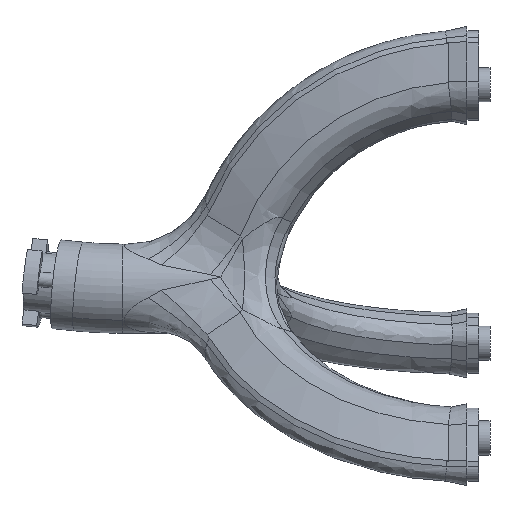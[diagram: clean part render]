
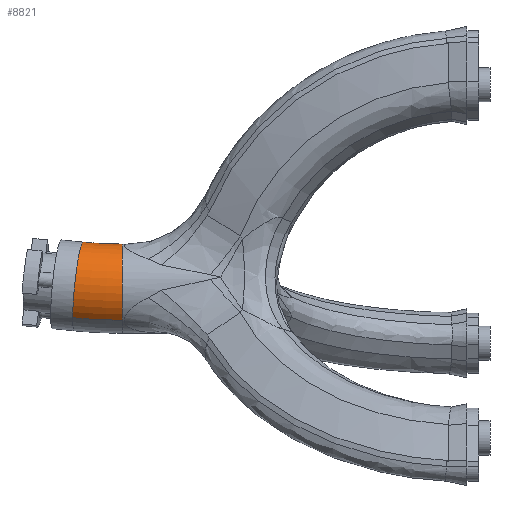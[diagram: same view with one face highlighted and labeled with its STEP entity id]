
A CAD part, left-side view. The second image highlights one B-rep face of the part: STEP entity #8821.
In plain terms, the highlighted toroidal (fillet/blend) face has major radius 42 mm and minor radius 6 mm.
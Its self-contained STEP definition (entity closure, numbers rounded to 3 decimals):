
#172 = DIRECTION ( 'NONE',  ( 0.707, 0., -0.707 ) ) ;
#447 = VERTEX_POINT ( 'NONE', #1766 ) ;
#703 = CARTESIAN_POINT ( 'NONE',  ( 16.289, 51.737, 22.26 ) ) ;
#900 = DIRECTION ( 'NONE',  ( 0., 0., 1. ) ) ;
#1096 = ORIENTED_EDGE ( 'NONE', *, *, #10871, .F. ) ;
#1630 = CARTESIAN_POINT ( 'NONE',  ( 20.49, 51.496, 20.49 ) ) ;
#1765 = DIRECTION ( 'NONE',  ( 0.098, 0.99, 0.098 ) ) ;
#1766 = CARTESIAN_POINT ( 'NONE',  ( 12.088, 53.166, 12.088 ) ) ;
#1795 = CIRCLE ( 'NONE', #10640, 6. ) ;
#2065 = VERTEX_POINT ( 'NONE', #1630 ) ;
#2093 = CARTESIAN_POINT ( 'NONE',  ( 45.698, 46.485, 45.698 ) ) ;
#2407 = DIRECTION ( 'NONE',  ( 0.098, 0.99, 0.098 ) ) ;
#2435 = CARTESIAN_POINT ( 'NONE',  ( 20.243, 46.485, 20.243 ) ) ;
#2485 = VERTEX_POINT ( 'NONE', #703 ) ;
#3177 = AXIS2_PLACEMENT_3D ( 'NONE', #2093, #5766, #3849 ) ;
#3255 = EDGE_CURVE ( 'NONE', #5232, #10426, #1795, .T. ) ;
#3558 = AXIS2_PLACEMENT_3D ( 'NONE', #5323, #9136, #900 ) ;
#3697 = CARTESIAN_POINT ( 'NONE',  ( 45.698, 46.485, 45.698 ) ) ;
#3759 = CARTESIAN_POINT ( 'NONE',  ( 16., 46.485, 16. ) ) ;
#3849 = DIRECTION ( 'NONE',  ( -0.707, 0., -0.707 ) ) ;
#3852 = DIRECTION ( 'NONE',  ( -0.707, 0., -0.707 ) ) ;
#4135 = AXIS2_PLACEMENT_3D ( 'NONE', #8784, #2407, #11568 ) ;
#4526 = CIRCLE ( 'NONE', #9306, 6. ) ;
#5232 = VERTEX_POINT ( 'NONE', #6791 ) ;
#5323 = CARTESIAN_POINT ( 'NONE',  ( 16., 46.485, 16. ) ) ;
#5662 = AXIS2_PLACEMENT_3D ( 'NONE', #11243, #172, #3852 ) ;
#5766 = DIRECTION ( 'NONE',  ( 0.707, 0., -0.707 ) ) ;
#6246 = EDGE_CURVE ( 'NONE', #10426, #8400, #8746, .T. ) ;
#6519 = CARTESIAN_POINT ( 'NONE',  ( 16., 46.485, 22. ) ) ;
#6522 = ORIENTED_EDGE ( 'NONE', *, *, #10206, .F. ) ;
#6604 = ORIENTED_EDGE ( 'NONE', *, *, #6246, .T. ) ;
#6791 = CARTESIAN_POINT ( 'NONE',  ( 11.757, 46.485, 11.757 ) ) ;
#6881 = ORIENTED_EDGE ( 'NONE', *, *, #10772, .T. ) ;
#7205 = CIRCLE ( 'NONE', #5662, 36. ) ;
#7358 = CIRCLE ( 'NONE', #4135, 6. ) ;
#7544 = DIRECTION ( 'NONE',  ( 0., 0., 1. ) ) ;
#8323 = DIRECTION ( 'NONE',  ( 0.707, 0., -0.707 ) ) ;
#8400 = VERTEX_POINT ( 'NONE', #2435 ) ;
#8746 = CIRCLE ( 'NONE', #3558, 6. ) ;
#8784 = CARTESIAN_POINT ( 'NONE',  ( 16.289, 52.331, 16.289 ) ) ;
#8821 = ADVANCED_FACE ( 'NONE', ( #10245 ), #10163, .T. ) ;
#8835 = ORIENTED_EDGE ( 'NONE', *, *, #3255, .T. ) ;
#8942 = CIRCLE ( 'NONE', #3177, 48. ) ;
#9136 = DIRECTION ( 'NONE',  ( 0., 1., 0. ) ) ;
#9167 = DIRECTION ( 'NONE',  ( -0.707, 0., -0.707 ) ) ;
#9201 = AXIS2_PLACEMENT_3D ( 'NONE', #3697, #8323, #9167 ) ;
#9306 = AXIS2_PLACEMENT_3D ( 'NONE', #11776, #1765, #11490 ) ;
#9342 = DIRECTION ( 'NONE',  ( 0., 1., 0. ) ) ;
#9912 = EDGE_CURVE ( 'NONE', #447, #2485, #7358, .T. ) ;
#10109 = ORIENTED_EDGE ( 'NONE', *, *, #9912, .F. ) ;
#10163 = TOROIDAL_SURFACE ( 'NONE', #9201, 42., 6. ) ;
#10206 = EDGE_CURVE ( 'NONE', #2485, #2065, #4526, .T. ) ;
#10245 = FACE_OUTER_BOUND ( 'NONE', #10335, .T. ) ;
#10335 = EDGE_LOOP ( 'NONE', ( #1096, #8835, #6604, #6881, #6522, #10109 ) ) ;
#10426 = VERTEX_POINT ( 'NONE', #6519 ) ;
#10640 = AXIS2_PLACEMENT_3D ( 'NONE', #3759, #9342, #7544 ) ;
#10772 = EDGE_CURVE ( 'NONE', #8400, #2065, #7205, .T. ) ;
#10871 = EDGE_CURVE ( 'NONE', #5232, #447, #8942, .T. ) ;
#11243 = CARTESIAN_POINT ( 'NONE',  ( 45.698, 46.485, 45.698 ) ) ;
#11490 = DIRECTION ( 'NONE',  ( -0.005, -0.098, 0.995 ) ) ;
#11568 = DIRECTION ( 'NONE',  ( -0.005, -0.098, 0.995 ) ) ;
#11776 = CARTESIAN_POINT ( 'NONE',  ( 16.289, 52.331, 16.289 ) ) ;
